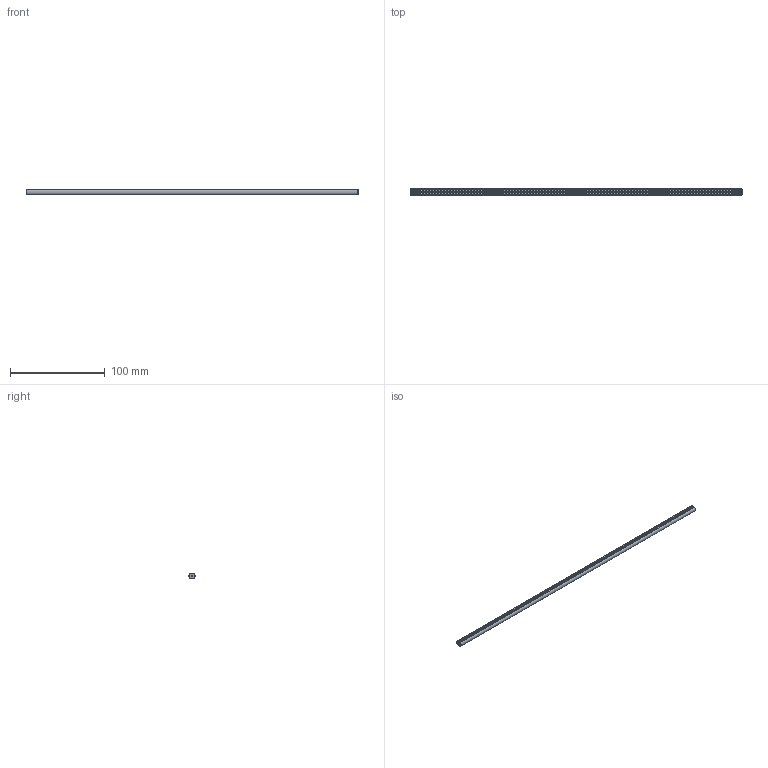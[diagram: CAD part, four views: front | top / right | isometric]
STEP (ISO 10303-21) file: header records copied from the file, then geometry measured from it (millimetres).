
FILE_DESCRIPTION(('FreeCAD Model'),'2;1');
FILE_NAME('Open CASCADE Shape Model','2024-06-18T17:43:01',(''),(''), 'Open CASCADE STEP processor 7.6','FreeCAD','Unknown');
FILE_SCHEMA(('AUTOMOTIVE_DESIGN { 1 0 10303 214 1 1 1 1 }'));
Length unit declared in the file: millimetre
Products named in the file (1): Shaft IDX BU28.00 - SPN-SFT-0232 (stemfie.org)
Bounding box: 350 x 6.6 x 5 mm (x, y, z)
Volume: 7989.3 mm3; surface area: 10034.3 mm2
Topology: 1 solids, 1 shells, 1054 faces, 3297 edges, 2046 vertices
Faces by surface type: cylinder 339, plane 315, cone 228, extrusion 172
Full cylindrical faces by diameter (mm): 2 x337
Entity records: 37849 total; most frequent: CARTESIAN_POINT 7430, ORIENTED_EDGE 6594, DIRECTION 6261, EDGE_CURVE 3297, AXIS2_PLACEMENT_3D 2253, VERTEX_POINT 2046, VECTOR 1755, LINE 1583
